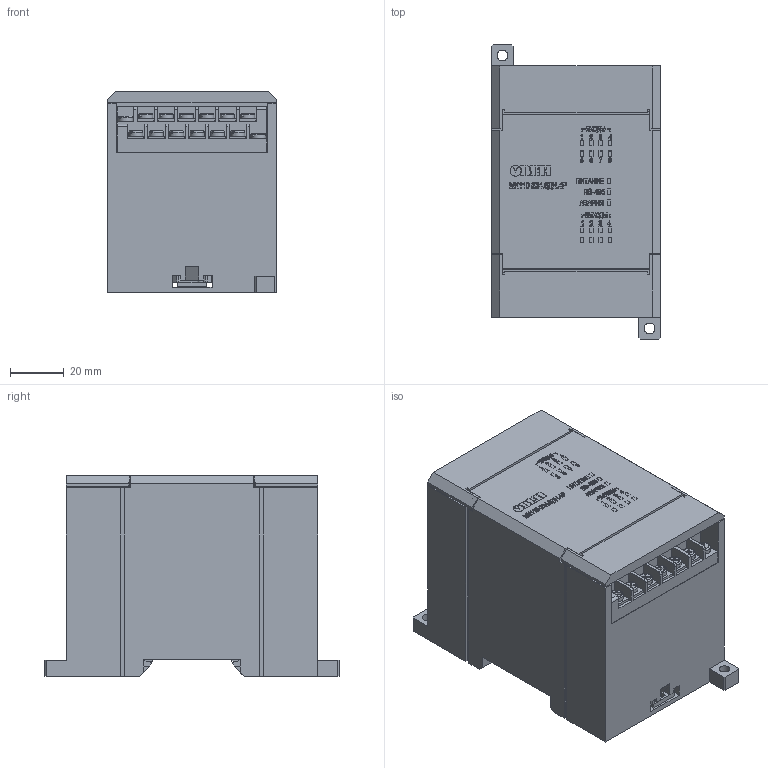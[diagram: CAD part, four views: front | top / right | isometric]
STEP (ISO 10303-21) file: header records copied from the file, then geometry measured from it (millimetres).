
FILE_DESCRIPTION (( 'STEP AP214' ), '1' );
FILE_NAME ('3D ìîäåëü ÌÊ110-224.8ÄÍ.4Ð(Ì01).STEP', '2020-08-27T09:03:15', ( '' ), ( '' ), 'SwSTEP 2.0', 'SolidWorks 2015', '' );
FILE_SCHEMA (( 'AUTOMOTIVE_DESIGN' ));
Length unit declared in the file: millimetre
Products named in the file (5): Êðûøêà Ìõ110 (Ì01); Ðîçåòêà ÌÕ-12 (Ì01); 3D ìîäåëü ÌÊ110-224.8ÄÍ.4Ð(Ì01); Çàùåëêà Din (M01); Êîðïóñ ÌÊ110-224.8ÄÍ.4Ð(Ì01)
Assembly tree (7 placements, depth 2):
  3D ìîäåëü ÌÊ110-224.8ÄÍ.4Ð(Ì01)
    Êîðïóñ ÌÊ110-224.8ÄÍ.4Ð(Ì01)
    Çàùåëêà Din (M01)  x2
    Ðîçåòêà ÌÕ-12 (Ì01)  x2
    Êðûøêà Ìõ110 (Ì01)  x2
Bounding box: 63 x 110 x 75.1 mm (x, y, z)
Volume: 404794.3 mm3; surface area: 63547.1 mm2
Topology: 35 solids, 35 shells, 2111 faces, 5635 edges, 3750 vertices
Faces by surface type: plane 1594, bspline 285, cylinder 120, torus 60, cone 52
Full cylindrical faces by diameter (mm): 2 x8, 2.4 x4, 4 x2, 5.2 x24, 5.5 x4
Entity records: 80046 total; most frequent: CARTESIAN_POINT 26556, ORIENTED_EDGE 8702, DIRECTION 6619, EDGE_CURVE 4351, VECTOR 3361, LINE 3361, VERTEX_POINT 2910, EDGE_LOOP 1843
